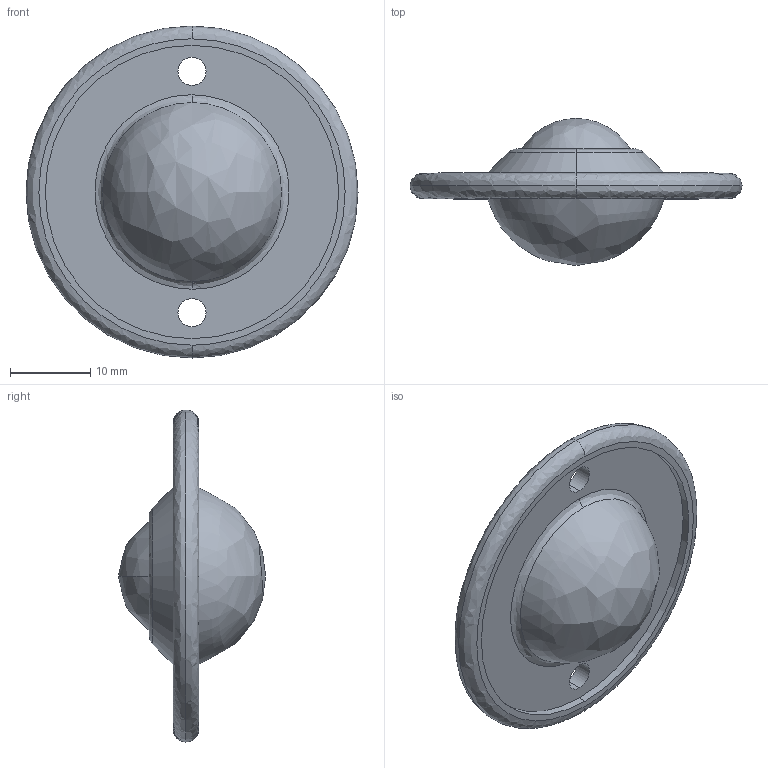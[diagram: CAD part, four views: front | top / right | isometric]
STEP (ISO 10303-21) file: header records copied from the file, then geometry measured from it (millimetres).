
FILE_DESCRIPTION (( 'STEP AP214' ), '1' );
FILE_NAME ('0028223.step', '2020-12-17T10:15:59', ( '' ), ( '' ), 'SwSTEP 2.0', 'SolidWorks 2018', '' );
FILE_SCHEMA (( 'AUTOMOTIVE_DESIGN' ));
Length unit declared in the file: millimetre
Products named in the file (1): 0028223
Bounding box: 41.3 x 18.3 x 41.3 mm (x, y, z)
Volume: 6506.6 mm3; surface area: 3408.7 mm2
Topology: 1 solids, 1 shells, 23 faces, 47 edges, 30 vertices
Faces by surface type: bspline 11, cylinder 6, plane 4, cone 2
Entity records: 1245 total; most frequent: CARTESIAN_POINT 754, ORIENTED_EDGE 94, DIRECTION 92, EDGE_CURVE 47, AXIS2_PLACEMENT_3D 42, EDGE_LOOP 31, VERTEX_POINT 30, CIRCLE 29
